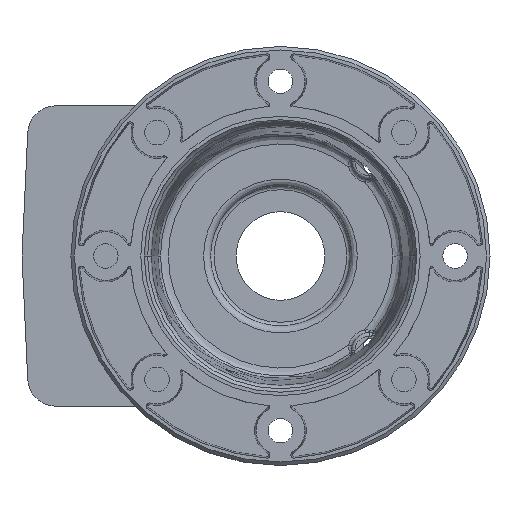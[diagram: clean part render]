
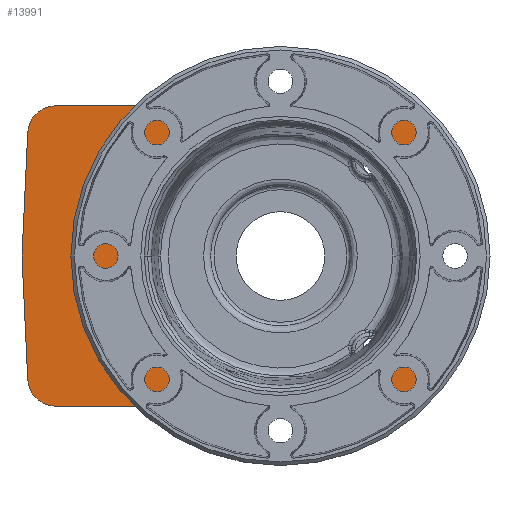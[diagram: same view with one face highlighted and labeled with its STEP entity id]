
A CAD part, left-side view. The second image highlights one B-rep face of the part: STEP entity #13991.
In plain terms, the highlighted planar face has unit normal (-1, 0, 0).
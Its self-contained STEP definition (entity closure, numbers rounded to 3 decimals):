
#1659=CARTESIAN_POINT('',(74.919,314.181,-35.372));
#1660=VERTEX_POINT('',#1659);
#1667=CARTESIAN_POINT('',(74.919,315.827,0.0));
#1668=VERTEX_POINT('',#1667);
#1669=CARTESIAN_POINT('',(74.919,314.181,-35.372));
#1670=DIRECTION('',(0.0,0.046,0.999));
#1671=VECTOR('',#1670,35.41);
#1672=LINE('',#1669,#1671);
#1673=EDGE_CURVE('',#1660,#1668,#1672,.T.);
#1698=CARTESIAN_POINT('',(74.919,314.181,35.372));
#1699=VERTEX_POINT('',#1698);
#1700=CARTESIAN_POINT('',(74.919,315.827,0.0));
#1701=DIRECTION('',(0.0,-0.046,0.999));
#1702=VECTOR('',#1701,35.41);
#1703=LINE('',#1700,#1702);
#1704=EDGE_CURVE('',#1668,#1699,#1703,.T.);
#1729=CARTESIAN_POINT('',(74.919,306.19,43.0));
#1730=VERTEX_POINT('',#1729);
#1731=CARTESIAN_POINT('',(74.919,306.19,35.0));
#1732=DIRECTION('',(1.0,0.0,0.0));
#1733=DIRECTION('',(0.0,0.0,1.0));
#1734=AXIS2_PLACEMENT_3D('',#1731,#1732,#1733);
#1735=CIRCLE('',#1734,8.);
#1736=EDGE_CURVE('',#1699,#1730,#1735,.T.);
#1772=CARTESIAN_POINT('',(74.919,207.463,43.0));
#1773=VERTEX_POINT('',#1772);
#1780=CARTESIAN_POINT('',(74.919,199.472,35.372));
#1781=VERTEX_POINT('',#1780);
#1782=CARTESIAN_POINT('',(74.919,207.463,35.0));
#1783=DIRECTION('',(1.0,0.0,0.0));
#1784=DIRECTION('',(0.0,0.0,1.0));
#1785=AXIS2_PLACEMENT_3D('',#1782,#1783,#1784);
#1786=CIRCLE('',#1785,8.0);
#1787=EDGE_CURVE('',#1773,#1781,#1786,.T.);
#1804=CARTESIAN_POINT('',(74.919,197.827,0.0));
#1805=VERTEX_POINT('',#1804);
#1806=CARTESIAN_POINT('',(74.919,199.472,35.372));
#1807=DIRECTION('',(0.0,-0.046,-0.999));
#1808=VECTOR('',#1807,35.41);
#1809=LINE('',#1806,#1808);
#1810=EDGE_CURVE('',#1781,#1805,#1809,.T.);
#1859=CARTESIAN_POINT('',(74.919,199.472,-35.372));
#1860=VERTEX_POINT('',#1859);
#1861=CARTESIAN_POINT('',(74.919,197.827,0.0));
#1862=DIRECTION('',(0.0,0.046,-0.999));
#1863=VECTOR('',#1862,35.41);
#1864=LINE('',#1861,#1863);
#1865=EDGE_CURVE('',#1805,#1860,#1864,.T.);
#1882=CARTESIAN_POINT('',(74.919,207.463,-43.0));
#1883=VERTEX_POINT('',#1882);
#1884=CARTESIAN_POINT('',(74.919,207.463,-35.0));
#1885=DIRECTION('',(1.0,0.0,0.0));
#1886=DIRECTION('',(0.0,0.0,1.0));
#1887=AXIS2_PLACEMENT_3D('',#1884,#1885,#1886);
#1888=CIRCLE('',#1887,8.);
#1889=EDGE_CURVE('',#1860,#1883,#1888,.T.);
#1923=CARTESIAN_POINT('',(74.919,306.19,-43.));
#1924=VERTEX_POINT('',#1923);
#1931=CARTESIAN_POINT('',(74.919,306.19,-35.0));
#1932=DIRECTION('',(1.0,0.0,0.0));
#1933=DIRECTION('',(0.0,0.0,1.0));
#1934=AXIS2_PLACEMENT_3D('',#1931,#1932,#1933);
#1935=CIRCLE('',#1934,8.);
#1936=EDGE_CURVE('',#1924,#1660,#1935,.T.);
#1973=CARTESIAN_POINT('',(74.919,306.19,43.0));
#1974=DIRECTION('',(0.0,-1.0,0.0));
#1975=VECTOR('',#1974,98.727);
#1976=LINE('',#1973,#1975);
#1977=EDGE_CURVE('',#1730,#1773,#1976,.T.);
#1995=CARTESIAN_POINT('',(74.919,207.463,-43.0));
#1996=DIRECTION('',(0.0,1.0,0.0));
#1997=VECTOR('',#1996,98.727);
#1998=LINE('',#1995,#1997);
#1999=EDGE_CURVE('',#1883,#1924,#1998,.T.);
#13351=CARTESIAN_POINT('',(74.919,211.314,24.339));
#13352=VERTEX_POINT('',#13351);
#13361=CARTESIAN_POINT('',(74.919,218.948,32.256));
#13362=VERTEX_POINT('',#13361);
#13363=CARTESIAN_POINT('',(74.919,216.477,27.));
#13364=DIRECTION('',(-1.0,0.0,0.0));
#13365=DIRECTION('',(0.0,0.0,1.0));
#13366=AXIS2_PLACEMENT_3D('',#13363,#13364,#13365);
#13367=CIRCLE('',#13366,5.808);
#13368=EDGE_CURVE('',#13352,#13362,#13367,.T.);
#13629=CARTESIAN_POINT('',(74.919,211.314,-24.339));
#13630=VERTEX_POINT('',#13629);
#13639=CARTESIAN_POINT('',(74.919,241.827,0.0));
#13640=DIRECTION('',(1.0,0.0,0.0));
#13641=DIRECTION('',(0.0,1.0,0.0));
#13642=AXIS2_PLACEMENT_3D('',#13639,#13640,#13641);
#13643=CIRCLE('',#13642,39.031);
#13644=EDGE_CURVE('',#13352,#13630,#13643,.T.);
#13812=CARTESIAN_POINT('',(74.919,218.948,-32.256));
#13813=VERTEX_POINT('',#13812);
#13822=CARTESIAN_POINT('',(74.919,216.477,-27.0));
#13823=DIRECTION('',(1.0,0.0,0.0));
#13824=DIRECTION('',(0.0,0.0,1.0));
#13825=AXIS2_PLACEMENT_3D('',#13822,#13823,#13824);
#13826=CIRCLE('',#13825,5.808);
#13827=EDGE_CURVE('',#13630,#13813,#13826,.T.);
#13913=CARTESIAN_POINT('',(74.919,327.628,-51.601));
#13914=DIRECTION('',(1.0,0.0,0.0));
#13915=DIRECTION('',(0.0,0.0,1.0));
#13916=AXIS2_PLACEMENT_3D('',#13913,#13914,#13915);
#13917=PLANE('',#13916);
#13918=ORIENTED_EDGE('',*,*,#1936,.F.);
#13919=ORIENTED_EDGE('',*,*,#1999,.F.);
#13920=ORIENTED_EDGE('',*,*,#1889,.F.);
#13921=ORIENTED_EDGE('',*,*,#1865,.F.);
#13922=ORIENTED_EDGE('',*,*,#1810,.F.);
#13923=ORIENTED_EDGE('',*,*,#1787,.F.);
#13924=ORIENTED_EDGE('',*,*,#1977,.F.);
#13925=ORIENTED_EDGE('',*,*,#1736,.F.);
#13926=ORIENTED_EDGE('',*,*,#1704,.F.);
#13927=ORIENTED_EDGE('',*,*,#1673,.F.);
#13928=EDGE_LOOP('',(#13918,#13919,#13920,#13921,#13922,#13923,#13924,#13925,#13926,#13927));
#13929=FACE_OUTER_BOUND('',#13928,.T.);
#13930=ORIENTED_EDGE('',*,*,#13644,.T.);
#13931=ORIENTED_EDGE('',*,*,#13827,.T.);
#13932=CARTESIAN_POINT('',(74.919,281.373,0.0));
#13933=VERTEX_POINT('',#13932);
#13934=CARTESIAN_POINT('',(74.919,241.827,0.0));
#13935=DIRECTION('',(1.0,0.0,0.0));
#13936=DIRECTION('',(0.0,1.0,0.0));
#13937=AXIS2_PLACEMENT_3D('',#13934,#13935,#13936);
#13938=CIRCLE('',#13937,39.546);
#13939=EDGE_CURVE('',#13813,#13933,#13938,.T.);
#13940=ORIENTED_EDGE('',*,*,#13939,.T.);
#13941=CARTESIAN_POINT('',(74.919,241.827,0.0));
#13942=DIRECTION('',(1.0,0.0,0.0));
#13943=DIRECTION('',(0.0,1.0,0.0));
#13944=AXIS2_PLACEMENT_3D('',#13941,#13942,#13943);
#13945=CIRCLE('',#13944,39.546);
#13946=EDGE_CURVE('',#13933,#13362,#13945,.T.);
#13947=ORIENTED_EDGE('',*,*,#13946,.T.);
#13948=ORIENTED_EDGE('',*,*,#13368,.F.);
#13949=EDGE_LOOP('',(#13930,#13931,#13940,#13947,#13948));
#13950=FACE_BOUND('',#13949,.T.);
#13951=CARTESIAN_POINT('',(74.919,286.752,-23.5));
#13952=VERTEX_POINT('',#13951);
#13953=CARTESIAN_POINT('',(74.919,286.752,-28.5));
#13954=VERTEX_POINT('',#13953);
#13955=CARTESIAN_POINT('',(74.919,286.752,-26.));
#13956=DIRECTION('',(1.0,0.,0.0));
#13957=DIRECTION('',(0.0,0.0,1.0));
#13958=AXIS2_PLACEMENT_3D('',#13955,#13956,#13957);
#13959=CIRCLE('',#13958,2.5);
#13960=EDGE_CURVE('',#13952,#13954,#13959,.T.);
#13961=ORIENTED_EDGE('',*,*,#13960,.T.);
#13962=CARTESIAN_POINT('',(74.919,286.752,-26.));
#13963=DIRECTION('',(1.0,0.,0.0));
#13964=DIRECTION('',(0.0,0.0,1.0));
#13965=AXIS2_PLACEMENT_3D('',#13962,#13963,#13964);
#13966=CIRCLE('',#13965,2.5);
#13967=EDGE_CURVE('',#13954,#13952,#13966,.T.);
#13968=ORIENTED_EDGE('',*,*,#13967,.T.);
#13969=EDGE_LOOP('',(#13961,#13968));
#13970=FACE_BOUND('',#13969,.T.);
#13971=CARTESIAN_POINT('',(74.919,287.627,28.5));
#13972=VERTEX_POINT('',#13971);
#13973=CARTESIAN_POINT('',(74.919,287.627,23.5));
#13974=VERTEX_POINT('',#13973);
#13975=CARTESIAN_POINT('',(74.919,287.627,26.0));
#13976=DIRECTION('',(1.0,0.,0.0));
#13977=DIRECTION('',(0.0,0.0,1.0));
#13978=AXIS2_PLACEMENT_3D('',#13975,#13976,#13977);
#13979=CIRCLE('',#13978,2.5);
#13980=EDGE_CURVE('',#13972,#13974,#13979,.T.);
#13981=ORIENTED_EDGE('',*,*,#13980,.T.);
#13982=CARTESIAN_POINT('',(74.919,287.627,26.0));
#13983=DIRECTION('',(1.0,0.,0.0));
#13984=DIRECTION('',(0.0,0.0,1.0));
#13985=AXIS2_PLACEMENT_3D('',#13982,#13983,#13984);
#13986=CIRCLE('',#13985,2.5);
#13987=EDGE_CURVE('',#13974,#13972,#13986,.T.);
#13988=ORIENTED_EDGE('',*,*,#13987,.T.);
#13989=EDGE_LOOP('',(#13981,#13988));
#13990=FACE_BOUND('',#13989,.T.);
#13991=ADVANCED_FACE('',(#13929,#13950,#13970,#13990),#13917,.F.);
